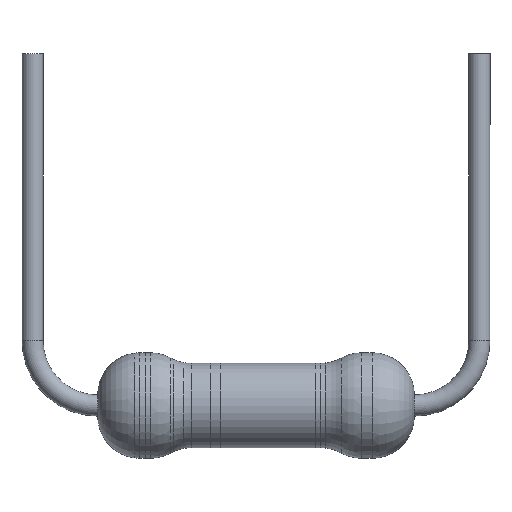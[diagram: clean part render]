
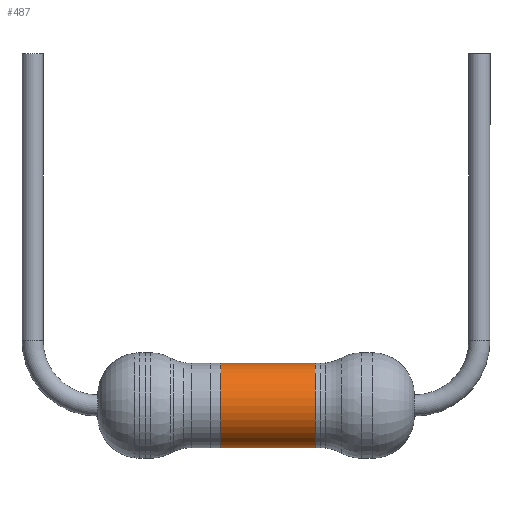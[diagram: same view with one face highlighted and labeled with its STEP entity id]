
A CAD part, front view. The second image highlights one B-rep face of the part: STEP entity #487.
In plain terms, the highlighted cylindrical face has radius 1.2 mm (diameter 2.4 mm), a partial arc.
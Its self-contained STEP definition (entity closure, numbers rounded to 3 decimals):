
#119 = CARTESIAN_POINT ( 'NONE',  ( 6.188, 0., 1.2 ) ) ;
#471 = EDGE_CURVE ( 'NONE', #904, #844, #1152, .T. ) ;
#476 = ORIENTED_EDGE ( 'NONE', *, *, #499, .F. ) ;
#478 = EDGE_CURVE ( 'NONE', #567, #756, #929, .T. ) ;
#479 = ORIENTED_EDGE ( 'NONE', *, *, #478, .T. ) ;
#480 = ORIENTED_EDGE ( 'NONE', *, *, #471, .F. ) ;
#483 = EDGE_LOOP ( 'NONE', ( #480, #513, #479, #476 ) ) ;
#487 = ADVANCED_FACE ( 'NONE', ( #916 ), #827, .T. ) ;
#493 = EDGE_CURVE ( 'NONE', #567, #904, #998, .T. ) ;
#499 = EDGE_CURVE ( 'NONE', #844, #756, #987, .T. ) ;
#513 = ORIENTED_EDGE ( 'NONE', *, *, #493, .F. ) ;
#567 = VERTEX_POINT ( 'NONE', #119 ) ;
#756 = VERTEX_POINT ( 'NONE', #1195 ) ;
#770 = AXIS2_PLACEMENT_3D ( 'NONE', #834, #841, #835 ) ;
#827 = CYLINDRICAL_SURFACE ( 'NONE', #770, 1.2 ) ;
#829 = CARTESIAN_POINT ( 'NONE',  ( 3.503, 0., 0. ) ) ;
#834 = CARTESIAN_POINT ( 'NONE',  ( 0., 0., 0. ) ) ;
#835 = DIRECTION ( 'NONE',  ( 0., 0., 1. ) ) ;
#841 = DIRECTION ( 'NONE',  ( -1., 0., 0. ) ) ;
#844 = VERTEX_POINT ( 'NONE', #1296 ) ;
#904 = VERTEX_POINT ( 'NONE', #1475 ) ;
#916 = FACE_OUTER_BOUND ( 'NONE', #483, .T. ) ;
#917 = DIRECTION ( 'NONE',  ( 0., 0., 1. ) ) ;
#918 = DIRECTION ( 'NONE',  ( -1., 0., 0. ) ) ;
#929 = LINE ( 'NONE', #939, #934 ) ;
#934 = VECTOR ( 'NONE', #936, 1000. ) ;
#936 = DIRECTION ( 'NONE',  ( -1., 0., 0. ) ) ;
#939 = CARTESIAN_POINT ( 'NONE',  ( 0., 0., 1.2 ) ) ;
#982 = DIRECTION ( 'NONE',  ( 0., 0., -1. ) ) ;
#986 = AXIS2_PLACEMENT_3D ( 'NONE', #829, #918, #917 ) ;
#987 = CIRCLE ( 'NONE', #986, 1.2 ) ;
#989 = DIRECTION ( 'NONE',  ( 1., 0., 0. ) ) ;
#994 = AXIS2_PLACEMENT_3D ( 'NONE', #1001, #989, #982 ) ;
#998 = CIRCLE ( 'NONE', #994, 1.2 ) ;
#1001 = CARTESIAN_POINT ( 'NONE',  ( 6.188, 0., 0. ) ) ;
#1133 = CARTESIAN_POINT ( 'NONE',  ( 0., 0., -1.2 ) ) ;
#1142 = VECTOR ( 'NONE', #1153, 1000. ) ;
#1152 = LINE ( 'NONE', #1133, #1142 ) ;
#1153 = DIRECTION ( 'NONE',  ( -1., 0., 0. ) ) ;
#1195 = CARTESIAN_POINT ( 'NONE',  ( 3.503, 0., 1.2 ) ) ;
#1296 = CARTESIAN_POINT ( 'NONE',  ( 3.503, 0., -1.2 ) ) ;
#1475 = CARTESIAN_POINT ( 'NONE',  ( 6.188, 0., -1.2 ) ) ;
